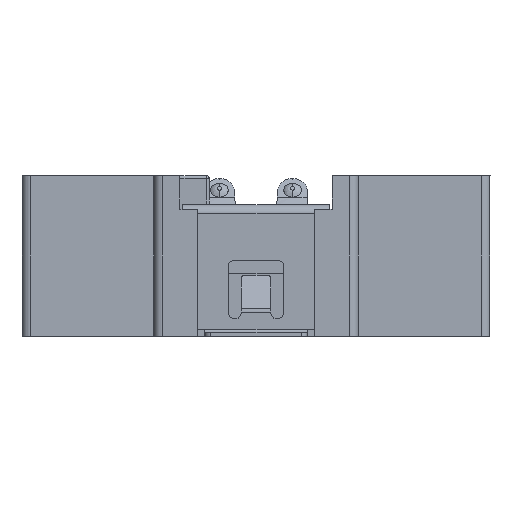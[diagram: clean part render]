
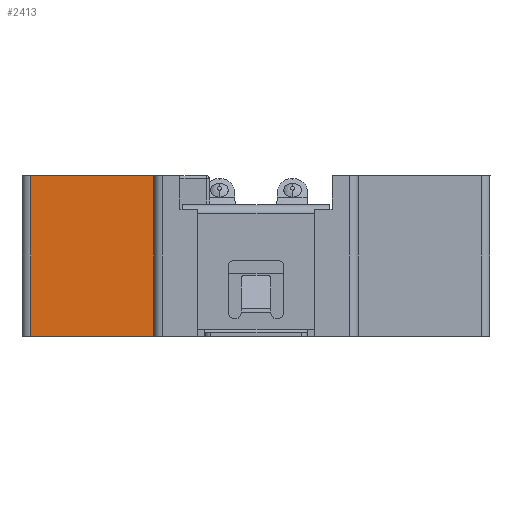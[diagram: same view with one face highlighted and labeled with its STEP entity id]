
A CAD part, left-side view. The second image highlights one B-rep face of the part: STEP entity #2413.
In plain terms, the highlighted planar face has unit normal (-1, 0, 0).
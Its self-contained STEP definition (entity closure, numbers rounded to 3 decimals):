
#1000 = VERTEX_POINT('',#1001);
#1001 = CARTESIAN_POINT('',(-10.925,3.45,
    0.));
#1007 = EDGE_CURVE('',#1008,#1000,#1010,.T.);
#1008 = VERTEX_POINT('',#1009);
#1009 = CARTESIAN_POINT('',(-10.925,7.65,
    0.));
#1010 = LINE('',#1011,#1012);
#1011 = CARTESIAN_POINT('',(-10.925,-0.05,
    0.));
#1012 = VECTOR('',#1013,1.);
#1013 = DIRECTION('',(0.,-1.,-0.));
#2387 = VERTEX_POINT('',#2388);
#2388 = CARTESIAN_POINT('',(-10.925,3.45,
    5.5));
#2396 = EDGE_CURVE('',#1000,#2387,#2397,.T.);
#2397 = LINE('',#2398,#2399);
#2398 = CARTESIAN_POINT('',(-10.925,3.45,
    2.75));
#2399 = VECTOR('',#2400,1.);
#2400 = DIRECTION('',(0.,0.,1.));
#2413 = ADVANCED_FACE('',(#2414),#2432,.F.);
#2414 = FACE_BOUND('',#2415,.T.);
#2415 = EDGE_LOOP('',(#2416,#2424,#2430,#2431));
#2416 = ORIENTED_EDGE('',*,*,#2417,.F.);
#2417 = EDGE_CURVE('',#2418,#2387,#2420,.T.);
#2418 = VERTEX_POINT('',#2419);
#2419 = CARTESIAN_POINT('',(-10.925,7.65,
    5.5));
#2420 = LINE('',#2421,#2422);
#2421 = CARTESIAN_POINT('',(-10.925,5.55,
    5.5));
#2422 = VECTOR('',#2423,1.);
#2423 = DIRECTION('',(0.,-1.,-0.));
#2424 = ORIENTED_EDGE('',*,*,#2425,.F.);
#2425 = EDGE_CURVE('',#1008,#2418,#2426,.T.);
#2426 = LINE('',#2427,#2428);
#2427 = CARTESIAN_POINT('',(-10.925,7.65,
    2.75));
#2428 = VECTOR('',#2429,1.);
#2429 = DIRECTION('',(0.,0.,1.));
#2430 = ORIENTED_EDGE('',*,*,#1007,.T.);
#2431 = ORIENTED_EDGE('',*,*,#2396,.T.);
#2432 = PLANE('',#2433);
#2433 = AXIS2_PLACEMENT_3D('',#2434,#2435,#2436);
#2434 = CARTESIAN_POINT('',(-10.925,3.45,
    0.));
#2435 = DIRECTION('',(1.,0.,0.));
#2436 = DIRECTION('',(0.,1.,0.));
